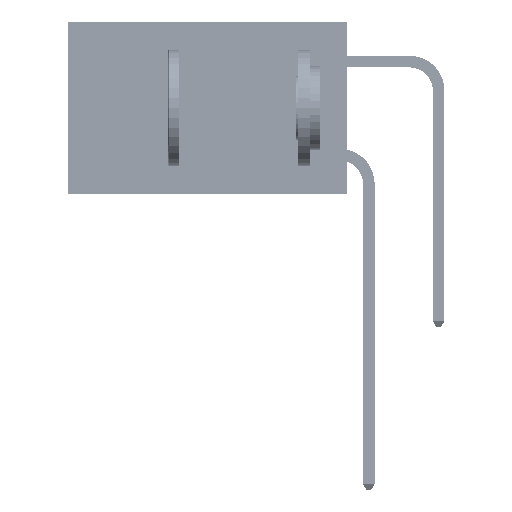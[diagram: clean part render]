
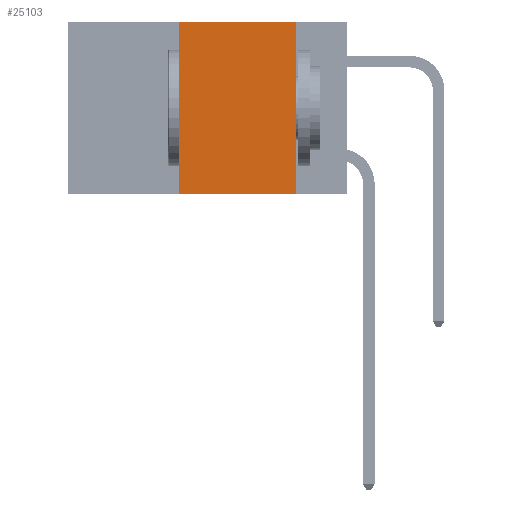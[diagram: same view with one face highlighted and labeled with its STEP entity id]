
A CAD part, left-side view. The second image highlights one B-rep face of the part: STEP entity #25103.
In plain terms, the highlighted planar face has unit normal (-1, 0, 0).
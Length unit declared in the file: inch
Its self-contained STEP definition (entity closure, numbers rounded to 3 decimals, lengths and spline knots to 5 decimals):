
#3449 = DIRECTION ( 'NONE',  ( 1., 0., 0. ) ) ;
#3617 = CARTESIAN_POINT ( 'NONE',  ( 0., 0.6, 0. ) ) ;
#4393 = ORIENTED_EDGE ( 'NONE', *, *, #43752, .T. ) ;
#6142 = VERTEX_POINT ( 'NONE', #17379 ) ;
#8630 = FACE_OUTER_BOUND ( 'NONE', #30325, .T. ) ;
#9515 = ORIENTED_EDGE ( 'NONE', *, *, #11272, .F. ) ;
#11272 = EDGE_CURVE ( 'NONE', #51665, #6142, #33701, .T. ) ;
#13440 = VECTOR ( 'NONE', #20137, 39.37008 ) ;
#15730 = PLANE ( 'NONE',  #34953 ) ;
#15917 = DIRECTION ( 'NONE',  ( 0., 0., -1. ) ) ;
#17379 = CARTESIAN_POINT ( 'NONE',  ( 0., 0.11, -0.37 ) ) ;
#18379 = CARTESIAN_POINT ( 'NONE',  ( 0., 0.6, -0.37 ) ) ;
#20137 = DIRECTION ( 'NONE',  ( 0., 0., -1. ) ) ;
#21455 = DIRECTION ( 'NONE',  ( 0., 0., 1. ) ) ;
#21556 = ORIENTED_EDGE ( 'NONE', *, *, #50350, .F. ) ;
#22126 = EDGE_CURVE ( 'NONE', #34171, #51665, #43097, .T. ) ;
#23668 = ORIENTED_EDGE ( 'NONE', *, *, #22126, .F. ) ;
#25103 = ADVANCED_FACE ( 'NONE', ( #8630 ), #15730, .F. ) ;
#26752 = VECTOR ( 'NONE', #27122, 39.37008 ) ;
#27122 = DIRECTION ( 'NONE',  ( 0., -1., 0. ) ) ;
#28493 = DIRECTION ( 'NONE',  ( 0., -1., 0. ) ) ;
#29956 = LINE ( 'NONE', #33545, #46448 ) ;
#30325 = EDGE_LOOP ( 'NONE', ( #9515, #23668, #21556, #4393 ) ) ;
#33545 = CARTESIAN_POINT ( 'NONE',  ( 0., 0.36, 0. ) ) ;
#33701 = LINE ( 'NONE', #37036, #13440 ) ;
#34171 = VERTEX_POINT ( 'NONE', #45170 ) ;
#34953 = AXIS2_PLACEMENT_3D ( 'NONE', #36262, #3449, #15917 ) ;
#35303 = LINE ( 'NONE', #18379, #26752 ) ;
#36262 = CARTESIAN_POINT ( 'NONE',  ( 0., 0.6, 0. ) ) ;
#37036 = CARTESIAN_POINT ( 'NONE',  ( 0., 0.11, 0. ) ) ;
#39847 = VECTOR ( 'NONE', #28493, 39.37008 ) ;
#43097 = LINE ( 'NONE', #3617, #39847 ) ;
#43426 = CARTESIAN_POINT ( 'NONE',  ( 0., 0.36, -0.37 ) ) ;
#43752 = EDGE_CURVE ( 'NONE', #46503, #6142, #35303, .T. ) ;
#45170 = CARTESIAN_POINT ( 'NONE',  ( 0., 0.36, 0. ) ) ;
#46448 = VECTOR ( 'NONE', #21455, 39.37008 ) ;
#46503 = VERTEX_POINT ( 'NONE', #43426 ) ;
#46512 = CARTESIAN_POINT ( 'NONE',  ( 0., 0.11, 0. ) ) ;
#50350 = EDGE_CURVE ( 'NONE', #46503, #34171, #29956, .T. ) ;
#51665 = VERTEX_POINT ( 'NONE', #46512 ) ;
